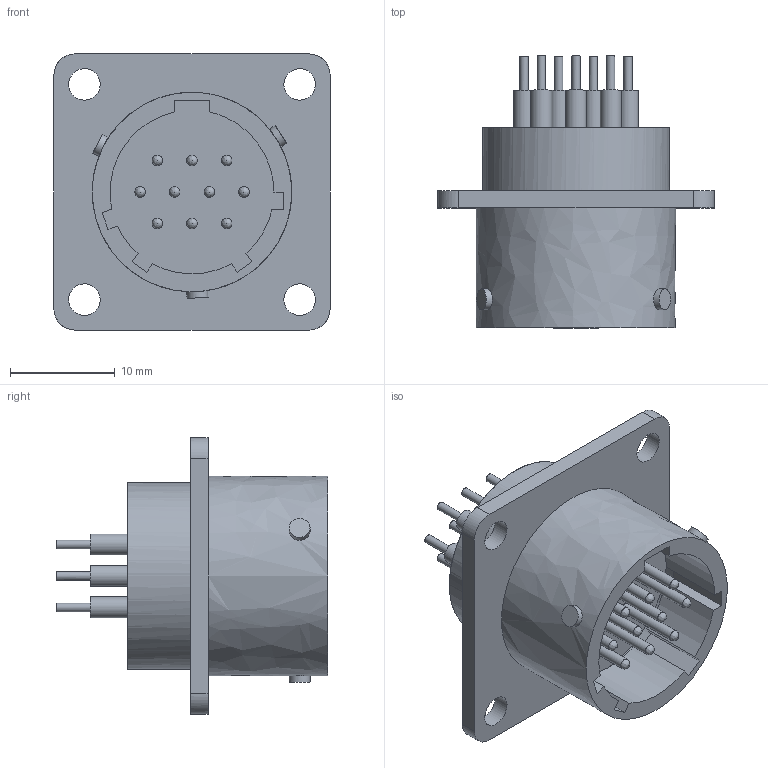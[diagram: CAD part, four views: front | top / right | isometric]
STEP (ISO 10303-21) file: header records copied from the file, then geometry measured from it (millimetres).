
FILE_DESCRIPTION(('FreeCAD Model'),'2;1');
FILE_NAME('Open CASCADE Shape Model','2025-04-27T08:15:42',('FreeCAD'),( 'FreeCAD'),'Open CASCADE STEP processor 7.6','FreeCAD','Unknown');
FILE_SCHEMA(('AUTOMOTIVE_DESIGN { 1 0 10303 214 1 1 1 1 }'));
Length unit declared in the file: millimetre
Products named in the file (1): Open CASCADE STEP translator 7.6 1
Bounding box: 26.3 x 25.89 x 26.3 mm (x, y, z)
Volume: 4788.3 mm3; surface area: 5444.3 mm2
Topology: 23 solids, 23 shells, 141 faces, 274 edges, 184 vertices
Faces by surface type: bspline 141
Entity records: 4821 total; most frequent: CARTESIAN_POINT 3073, ORIENTED_EDGE 528, EDGE_CURVE 264, FACE_BOUND 188, EDGE_LOOP 188, VERTEX_POINT 184, ADVANCED_FACE 141, B_SPLINE_CURVE_WITH_KNOTS 124
